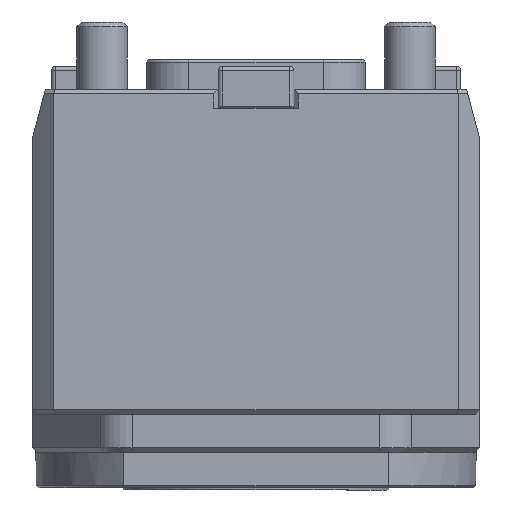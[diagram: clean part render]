
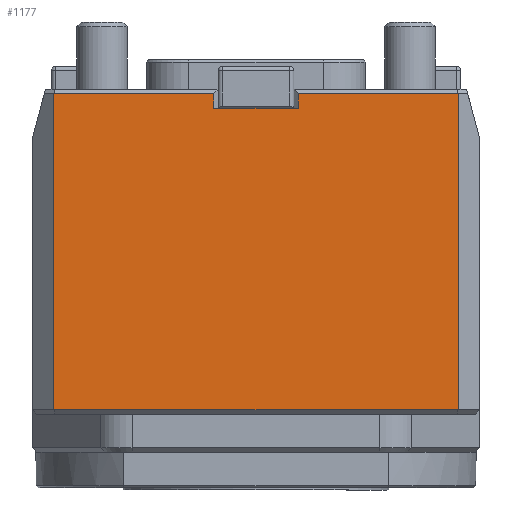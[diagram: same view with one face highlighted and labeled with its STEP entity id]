
A CAD part, left-side view. The second image highlights one B-rep face of the part: STEP entity #1177.
In plain terms, the highlighted planar face has unit normal (-1, 0, 0).
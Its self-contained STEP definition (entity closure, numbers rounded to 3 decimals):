
#237=LINE('',#6754,#630);
#284=LINE('',#6917,#677);
#319=LINE('',#7030,#712);
#331=LINE('',#7056,#724);
#348=LINE('',#7101,#741);
#349=LINE('',#7102,#742);
#350=LINE('',#7104,#743);
#351=LINE('',#7106,#744);
#630=VECTOR('',#5072,1.);
#677=VECTOR('',#5179,1.);
#712=VECTOR('',#5272,1.);
#724=VECTOR('',#5294,1.);
#741=VECTOR('',#5339,1.);
#742=VECTOR('',#5340,1.);
#743=VECTOR('',#5341,1.);
#744=VECTOR('',#5342,1.);
#1177=ADVANCED_FACE('',(#1561),#1383,.T.);
#1383=PLANE('',#4447);
#1561=FACE_OUTER_BOUND('',#1826,.T.);
#1826=EDGE_LOOP('',(#2627,#2628,#2629,#2630,#2631,#2632,#2633,#2634));
#2627=ORIENTED_EDGE('',*,*,#3796,.T.);
#2628=ORIENTED_EDGE('',*,*,#3876,.T.);
#2629=ORIENTED_EDGE('',*,*,#3734,.T.);
#2630=ORIENTED_EDGE('',*,*,#3855,.T.);
#2631=ORIENTED_EDGE('',*,*,#3877,.T.);
#2632=ORIENTED_EDGE('',*,*,#3878,.T.);
#2633=ORIENTED_EDGE('',*,*,#3879,.T.);
#2634=ORIENTED_EDGE('',*,*,#3842,.T.);
#3305=VERTEX_POINT('',#6755);
#3306=VERTEX_POINT('',#6756);
#3336=VERTEX_POINT('',#6916);
#3337=VERTEX_POINT('',#6918);
#3362=VERTEX_POINT('',#7031);
#3370=VERTEX_POINT('',#7055);
#3385=VERTEX_POINT('',#7103);
#3386=VERTEX_POINT('',#7105);
#3734=EDGE_CURVE('',#3305,#3306,#237,.T.);
#3796=EDGE_CURVE('',#3337,#3336,#284,.T.);
#3842=EDGE_CURVE('',#3362,#3337,#319,.T.);
#3855=EDGE_CURVE('',#3306,#3370,#331,.T.);
#3876=EDGE_CURVE('',#3336,#3305,#348,.T.);
#3877=EDGE_CURVE('',#3370,#3385,#349,.T.);
#3878=EDGE_CURVE('',#3385,#3386,#350,.T.);
#3879=EDGE_CURVE('',#3386,#3362,#351,.T.);
#4447=AXIS2_PLACEMENT_3D('',#7107,#5343,#5344);
#5072=DIRECTION('',(0.,0.,1.));
#5179=DIRECTION('',(0.,0.,-1.));
#5272=DIRECTION('',(0.,1.,0.));
#5294=DIRECTION('',(0.,1.,0.));
#5339=DIRECTION('',(0.,-1.,0.));
#5340=DIRECTION('',(0.,0.,-1.));
#5341=DIRECTION('',(0.,1.,0.));
#5342=DIRECTION('',(0.,0.,1.));
#5343=DIRECTION('',(-1.,0.,0.));
#5344=DIRECTION('',(0.,1.,0.));
#6754=CARTESIAN_POINT('',(-47.,-48.,0.));
#6755=CARTESIAN_POINT('',(-47.,-48.,-76.));
#6756=CARTESIAN_POINT('',(-47.,-48.,-1.));
#6916=CARTESIAN_POINT('',(-47.,48.,-76.));
#6917=CARTESIAN_POINT('',(-47.,48.,-86.));
#6918=CARTESIAN_POINT('',(-47.,48.,-1.));
#7030=CARTESIAN_POINT('',(-47.,-53.,-1.));
#7031=CARTESIAN_POINT('',(-47.,10.,-1.));
#7055=CARTESIAN_POINT('',(-47.,-10.,-1.));
#7056=CARTESIAN_POINT('',(-47.,-53.,-1.));
#7101=CARTESIAN_POINT('',(-47.,-53.,-76.));
#7102=CARTESIAN_POINT('',(-47.,-10.,-4.5));
#7103=CARTESIAN_POINT('',(-47.,-10.,-4.5));
#7104=CARTESIAN_POINT('',(-47.,-9.,-4.5));
#7105=CARTESIAN_POINT('',(-47.,10.,-4.5));
#7106=CARTESIAN_POINT('',(-47.,10.,-0.5));
#7107=CARTESIAN_POINT('',(-47.,-23.5,-3.767));
